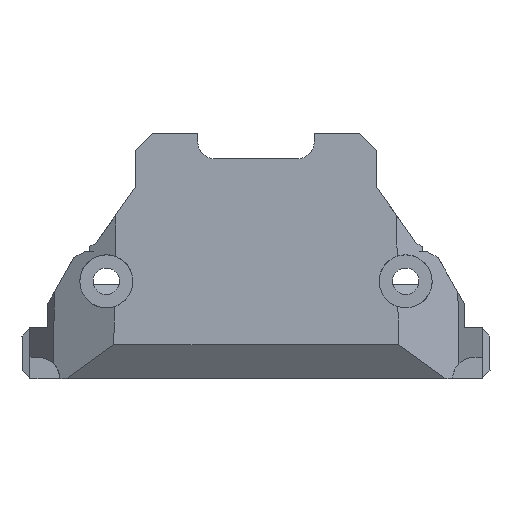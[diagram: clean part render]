
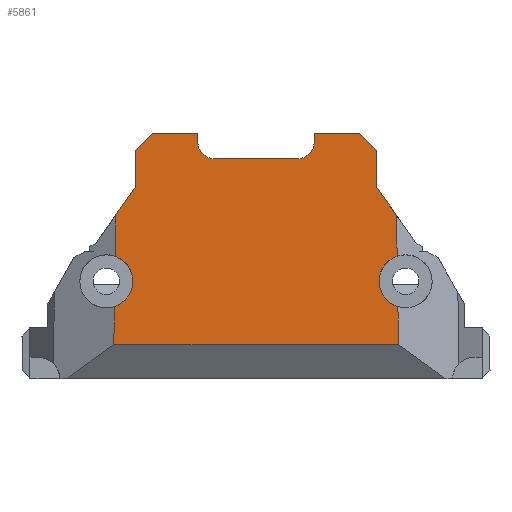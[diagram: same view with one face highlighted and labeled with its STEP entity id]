
A CAD part, front view. The second image highlights one B-rep face of the part: STEP entity #5861.
In plain terms, the highlighted planar face has unit normal (0, -1, 0).
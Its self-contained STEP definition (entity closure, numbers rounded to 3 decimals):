
#148=CIRCLE('',#6230,3.1);
#149=CIRCLE('',#6231,3.1);
#150=CIRCLE('',#6232,3.1);
#151=CIRCLE('',#6233,3.1);
#152=CIRCLE('',#6234,2.);
#153=CIRCLE('',#6235,2.);
#329=FACE_OUTER_BOUND('',#665,.T.);
#665=EDGE_LOOP('',(#4564,#4565,#4566,#4567,#4568,#4569,#4570,#4571,#4572,
#4573,#4574,#4575,#4576,#4577,#4578,#4579,#4580,#4581,#4582,#4583,#4584,
#4585));
#1271=LINE('',#9048,#2013);
#1272=LINE('',#9052,#2014);
#1278=LINE('',#9067,#2020);
#1279=LINE('',#9069,#2021);
#1280=LINE('',#9075,#2022);
#1281=LINE('',#9077,#2023);
#1282=LINE('',#9079,#2024);
#1283=LINE('',#9081,#2025);
#1284=LINE('',#9083,#2026);
#1285=LINE('',#9085,#2027);
#1286=LINE('',#9089,#2028);
#1287=LINE('',#9093,#2029);
#1288=LINE('',#9095,#2030);
#1289=LINE('',#9097,#2031);
#1290=LINE('',#9099,#2032);
#1291=LINE('',#9100,#2033);
#2013=VECTOR('',#7222,10.);
#2014=VECTOR('',#7225,10.);
#2020=VECTOR('',#7237,10.);
#2021=VECTOR('',#7238,10.);
#2022=VECTOR('',#7243,10.);
#2023=VECTOR('',#7244,10.);
#2024=VECTOR('',#7245,10.);
#2025=VECTOR('',#7246,10.);
#2026=VECTOR('',#7247,10.);
#2027=VECTOR('',#7248,10.);
#2028=VECTOR('',#7251,10.);
#2029=VECTOR('',#7254,10.);
#2030=VECTOR('',#7255,10.);
#2031=VECTOR('',#7256,10.);
#2032=VECTOR('',#7257,10.);
#2033=VECTOR('',#7258,10.);
#2682=VERTEX_POINT('',#9045);
#2683=VERTEX_POINT('',#9047);
#2684=VERTEX_POINT('',#9049);
#2685=VERTEX_POINT('',#9051);
#2690=VERTEX_POINT('',#9063);
#2691=VERTEX_POINT('',#9066);
#2692=VERTEX_POINT('',#9068);
#2693=VERTEX_POINT('',#9070);
#2694=VERTEX_POINT('',#9072);
#2695=VERTEX_POINT('',#9074);
#2696=VERTEX_POINT('',#9076);
#2697=VERTEX_POINT('',#9078);
#2698=VERTEX_POINT('',#9080);
#2699=VERTEX_POINT('',#9082);
#2700=VERTEX_POINT('',#9084);
#2701=VERTEX_POINT('',#9086);
#2702=VERTEX_POINT('',#9088);
#2703=VERTEX_POINT('',#9090);
#2704=VERTEX_POINT('',#9092);
#2705=VERTEX_POINT('',#9094);
#2706=VERTEX_POINT('',#9096);
#2707=VERTEX_POINT('',#9098);
#3368=EDGE_CURVE('',#2683,#2682,#1271,.T.);
#3370=EDGE_CURVE('',#2684,#2685,#1272,.T.);
#3376=EDGE_CURVE('',#2684,#2690,#148,.T.);
#3377=EDGE_CURVE('',#2690,#2683,#149,.T.);
#3378=EDGE_CURVE('',#2682,#2691,#1278,.T.);
#3379=EDGE_CURVE('',#2692,#2691,#1279,.T.);
#3380=EDGE_CURVE('',#2692,#2693,#150,.T.);
#3381=EDGE_CURVE('',#2693,#2694,#151,.T.);
#3382=EDGE_CURVE('',#2694,#2695,#1280,.T.);
#3383=EDGE_CURVE('',#2695,#2696,#1281,.T.);
#3384=EDGE_CURVE('',#2696,#2697,#1282,.T.);
#3385=EDGE_CURVE('',#2697,#2698,#1283,.T.);
#3386=EDGE_CURVE('',#2698,#2699,#1284,.T.);
#3387=EDGE_CURVE('',#2699,#2700,#1285,.T.);
#3388=EDGE_CURVE('',#2700,#2701,#152,.T.);
#3389=EDGE_CURVE('',#2701,#2702,#1286,.T.);
#3390=EDGE_CURVE('',#2702,#2703,#153,.T.);
#3391=EDGE_CURVE('',#2703,#2704,#1287,.T.);
#3392=EDGE_CURVE('',#2704,#2705,#1288,.T.);
#3393=EDGE_CURVE('',#2705,#2706,#1289,.T.);
#3394=EDGE_CURVE('',#2706,#2707,#1290,.T.);
#3395=EDGE_CURVE('',#2707,#2685,#1291,.T.);
#4564=ORIENTED_EDGE('',*,*,#3370,.F.);
#4565=ORIENTED_EDGE('',*,*,#3376,.T.);
#4566=ORIENTED_EDGE('',*,*,#3377,.T.);
#4567=ORIENTED_EDGE('',*,*,#3368,.T.);
#4568=ORIENTED_EDGE('',*,*,#3378,.T.);
#4569=ORIENTED_EDGE('',*,*,#3379,.F.);
#4570=ORIENTED_EDGE('',*,*,#3380,.T.);
#4571=ORIENTED_EDGE('',*,*,#3381,.T.);
#4572=ORIENTED_EDGE('',*,*,#3382,.T.);
#4573=ORIENTED_EDGE('',*,*,#3383,.T.);
#4574=ORIENTED_EDGE('',*,*,#3384,.T.);
#4575=ORIENTED_EDGE('',*,*,#3385,.T.);
#4576=ORIENTED_EDGE('',*,*,#3386,.T.);
#4577=ORIENTED_EDGE('',*,*,#3387,.T.);
#4578=ORIENTED_EDGE('',*,*,#3388,.T.);
#4579=ORIENTED_EDGE('',*,*,#3389,.T.);
#4580=ORIENTED_EDGE('',*,*,#3390,.T.);
#4581=ORIENTED_EDGE('',*,*,#3391,.T.);
#4582=ORIENTED_EDGE('',*,*,#3392,.T.);
#4583=ORIENTED_EDGE('',*,*,#3393,.T.);
#4584=ORIENTED_EDGE('',*,*,#3394,.T.);
#4585=ORIENTED_EDGE('',*,*,#3395,.T.);
#5578=PLANE('',#6229);
#5861=ADVANCED_FACE('',(#329),#5578,.T.);
#6229=AXIS2_PLACEMENT_3D('',#9062,#7231,#7232);
#6230=AXIS2_PLACEMENT_3D('',#9064,#7233,#7234);
#6231=AXIS2_PLACEMENT_3D('',#9065,#7235,#7236);
#6232=AXIS2_PLACEMENT_3D('',#9071,#7239,#7240);
#6233=AXIS2_PLACEMENT_3D('',#9073,#7241,#7242);
#6234=AXIS2_PLACEMENT_3D('',#9087,#7249,#7250);
#6235=AXIS2_PLACEMENT_3D('',#9091,#7252,#7253);
#7222=DIRECTION('',(-0.016,0.,-1.));
#7225=DIRECTION('',(0.016,0.,1.));
#7231=DIRECTION('center_axis',(0.,-1.,0.));
#7232=DIRECTION('ref_axis',(1.,0.,0.));
#7233=DIRECTION('center_axis',(0.,1.,0.));
#7234=DIRECTION('ref_axis',(-1.,0.,0.));
#7235=DIRECTION('center_axis',(0.,1.,0.));
#7236=DIRECTION('ref_axis',(-1.,0.,0.));
#7237=DIRECTION('',(1.,0.,0.));
#7238=DIRECTION('',(0.016,0.,-1.));
#7239=DIRECTION('center_axis',(0.,1.,0.));
#7240=DIRECTION('ref_axis',(1.,0.,0.));
#7241=DIRECTION('center_axis',(0.,1.,0.));
#7242=DIRECTION('ref_axis',(1.,0.,0.));
#7243=DIRECTION('',(-0.016,0.,1.));
#7244=DIRECTION('',(-0.574,0.,0.819));
#7245=DIRECTION('',(0.,0.,1.));
#7246=DIRECTION('',(-0.707,0.,0.707));
#7247=DIRECTION('',(-1.,0.,0.));
#7248=DIRECTION('',(0.,0.,-1.));
#7249=DIRECTION('center_axis',(0.,1.,0.));
#7250=DIRECTION('ref_axis',(0.707,0.,-0.707));
#7251=DIRECTION('',(-1.,0.,0.));
#7252=DIRECTION('center_axis',(0.,1.,0.));
#7253=DIRECTION('ref_axis',(-0.707,0.,-0.707));
#7254=DIRECTION('',(0.,0.,1.));
#7255=DIRECTION('',(-1.,0.,0.));
#7256=DIRECTION('',(-0.707,0.,-0.707));
#7257=DIRECTION('',(0.,0.,-1.));
#7258=DIRECTION('',(-0.574,0.,-0.819));
#9045=CARTESIAN_POINT('',(-16.617,-151.704,85.912));
#9047=CARTESIAN_POINT('',(-16.548,-151.704,90.356));
#9048=CARTESIAN_POINT('',(-16.605,-151.704,86.666));
#9049=CARTESIAN_POINT('',(-16.456,-151.704,96.233));
#9051=CARTESIAN_POINT('',(-16.381,-151.704,101.082));
#9052=CARTESIAN_POINT('',(-16.68,-151.704,81.814));
#9062=CARTESIAN_POINT('Origin',(-13.5,-151.704,76.912));
#9063=CARTESIAN_POINT('',(-14.388,-151.704,93.31));
#9064=CARTESIAN_POINT('Origin',(-17.488,-151.704,93.31));
#9065=CARTESIAN_POINT('Origin',(-17.488,-151.704,93.31));
#9066=CARTESIAN_POINT('',(16.679,-151.704,85.912));
#9067=CARTESIAN_POINT('',(12.103,-151.704,85.912));
#9068=CARTESIAN_POINT('',(16.61,-151.704,90.344));
#9069=CARTESIAN_POINT('',(16.667,-151.704,86.666));
#9070=CARTESIAN_POINT('',(14.413,-151.704,93.31));
#9071=CARTESIAN_POINT('Origin',(17.513,-151.704,93.31));
#9072=CARTESIAN_POINT('',(16.518,-151.704,96.246));
#9073=CARTESIAN_POINT('Origin',(17.513,-151.704,93.31));
#9074=CARTESIAN_POINT('',(16.444,-151.704,101.028));
#9075=CARTESIAN_POINT('',(16.739,-151.704,82.025));
#9076=CARTESIAN_POINT('',(14.152,-151.704,104.301));
#9077=CARTESIAN_POINT('',(23.097,-151.704,91.526));
#9078=CARTESIAN_POINT('',(14.152,-151.704,108.636));
#9079=CARTESIAN_POINT('',(14.152,-151.704,90.6));
#9080=CARTESIAN_POINT('',(12.152,-151.704,110.636));
#9081=CARTESIAN_POINT('',(14.67,-151.704,108.118));
#9082=CARTESIAN_POINT('',(6.825,-151.704,110.636));
#9083=CARTESIAN_POINT('',(-6.744,-151.704,110.636));
#9084=CARTESIAN_POINT('',(6.825,-151.704,109.63));
#9085=CARTESIAN_POINT('',(6.825,-151.704,90.6));
#9086=CARTESIAN_POINT('',(4.825,-151.704,107.63));
#9087=CARTESIAN_POINT('Origin',(4.825,-151.704,109.63));
#9088=CARTESIAN_POINT('',(-4.8,-151.704,107.63));
#9089=CARTESIAN_POINT('',(-12.035,-151.704,107.63));
#9090=CARTESIAN_POINT('',(-6.8,-151.704,109.63));
#9091=CARTESIAN_POINT('Origin',(-4.8,-151.704,109.63));
#9092=CARTESIAN_POINT('',(-6.8,-151.704,110.636));
#9093=CARTESIAN_POINT('',(-6.8,-151.704,90.6));
#9094=CARTESIAN_POINT('',(-12.127,-151.704,110.636));
#9095=CARTESIAN_POINT('',(-6.744,-151.704,110.636));
#9096=CARTESIAN_POINT('',(-14.127,-151.704,108.636));
#9097=CARTESIAN_POINT('',(-21.401,-151.704,101.362));
#9098=CARTESIAN_POINT('',(-14.127,-151.704,104.301));
#9099=CARTESIAN_POINT('',(-14.127,-151.704,90.6));
#9100=CARTESIAN_POINT('',(-27.517,-151.704,85.177));
